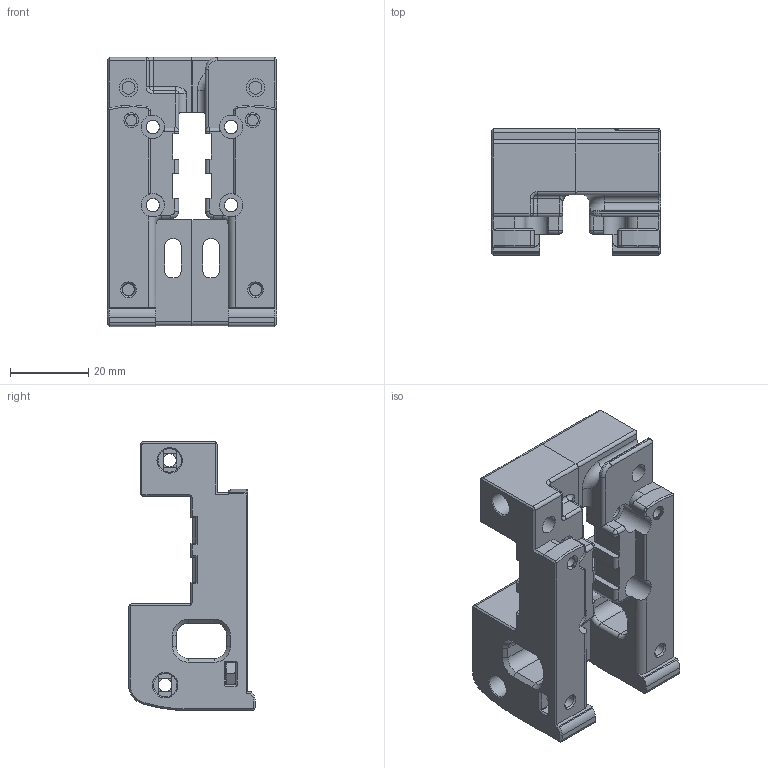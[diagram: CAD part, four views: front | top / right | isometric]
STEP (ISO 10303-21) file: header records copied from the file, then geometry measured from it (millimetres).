
FILE_DESCRIPTION(/* description */ (''),/* implementation_level */ '2;1');
FILE_NAME(/* name */ 'Voron Carriage M3 Hex Nut v1.step',/* time_stamp */ '2023-09-24T20:22:53-05:00',/* author */ (''),/* organization */ (''),/* preprocessor_version */ 'ST-DEVELOPER v20',/* originating_system */ 'Autodesk Translation Framework v12.14.0.127',/* authorisation */ '');
FILE_SCHEMA (('AUTOMOTIVE_DESIGN { 1 0 10303 214 3 1 1 }'));
Length unit declared in the file: millimetre
Products named in the file (5): Voron Carriage M3 Hex Nut; x_carriage_frame_left; x_carriage_frame_right; M3 Hext Nut; M3 Hext Nut(Mirror)
Assembly tree (4 placements, depth 2):
  Voron Carriage M3 Hex Nut
    x_carriage_frame_left
    x_carriage_frame_right
    M3 Hext Nut
    M3 Hext Nut(Mirror)
Bounding box: 43.2 x 32.4 x 68.75 mm (x, y, z)
Volume: 40401.7 mm3; surface area: 18500 mm2
Topology: 4 solids, 4 shells, 722 faces, 1853 edges, 1141 vertices
Faces by surface type: plane 413, cylinder 172, cone 74, torus 27, sphere 18, bspline 18
Full cylindrical faces by diameter (mm): 1.9 x2, 2.8 x2, 3 x2, 3.2 x4, 3.3 x2, 3.4 x8, 4.7 x2, 6 x6
Entity records: 22676 total; most frequent: CARTESIAN_POINT 4954, ORIENTED_EDGE 3702, DIRECTION 3673, EDGE_CURVE 1851, LINE 1229, VECTOR 1229, AXIS2_PLACEMENT_3D 1222, VERTEX_POINT 1141
